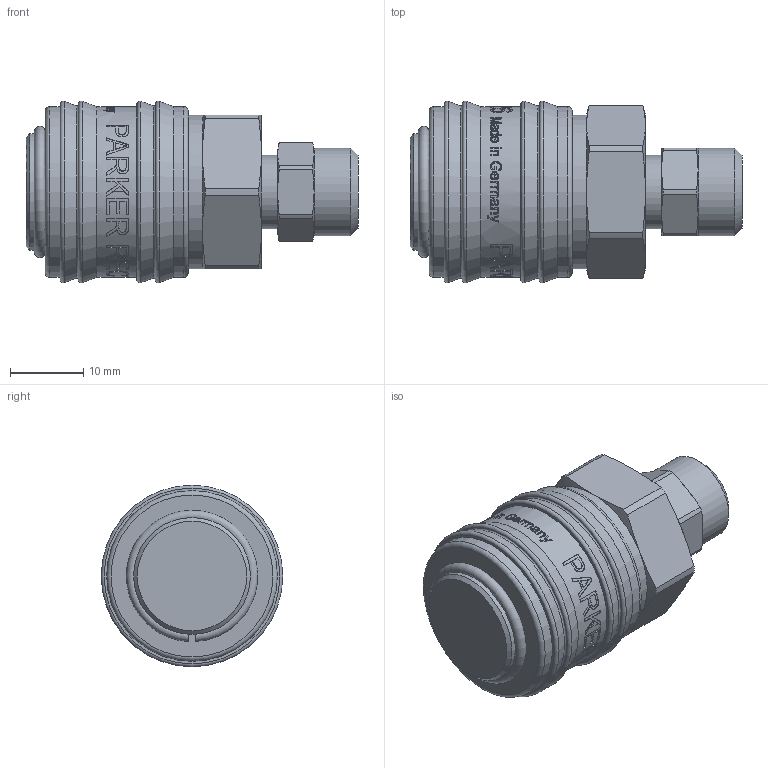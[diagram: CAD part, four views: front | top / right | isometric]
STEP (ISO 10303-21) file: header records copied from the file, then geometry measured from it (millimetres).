
FILE_DESCRIPTION((''),'2;1');
FILE_NAME('26kako06mpx.stp','2012-11-23T08:27:14',('AS035480'),(''),'Autodesk Inventor 2011','Autodesk Inventor 2011','');
FILE_SCHEMA(('AUTOMOTIVE_DESIGN { 1 0 10303 214 1 1 1 1 }'));
Length unit declared in the file: millimetre
Products named in the file (1): D105135
Bounding box: 45.33 x 24.8 x 24.8 mm (x, y, z)
Volume: 12128.8 mm3; surface area: 7502.9 mm2
Topology: 2 solids, 3 shells, 583 faces, 1518 edges, 997 vertices
Faces by surface type: plane 236, bspline 219, cylinder 80, cone 35, torus 13
Full cylindrical faces by diameter (mm): 3.95 x1, 4.6 x1, 6.2 x1, 8.6 x1, 9.447 x1, 10 x1, 12 x1, 14.95 x1, 15.95 x2, 16.1 x1, 16.65 x1, 17 x1, 18 x2, 21 x1, 21.1 x1, 23.3 x3
Entity records: 74894 total; most frequent: CARTESIAN_POINT 62014, ORIENTED_EDGE 2910, DIRECTION 1777, EDGE_CURVE 1455, VERTEX_POINT 984, EDGE_LOOP 693, AXIS2_PLACEMENT_3D 619, B_SPLINE_CURVE_WITH_KNOTS 619
